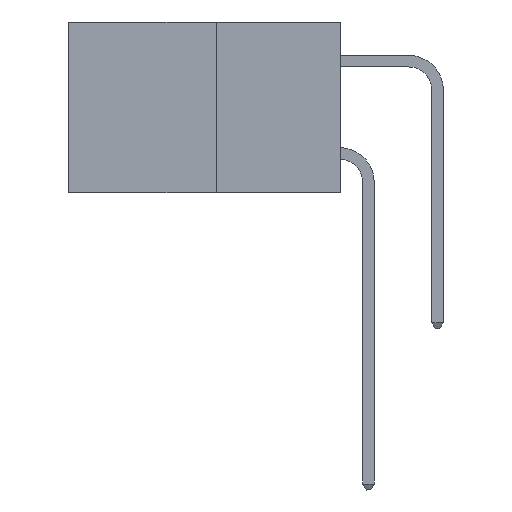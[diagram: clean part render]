
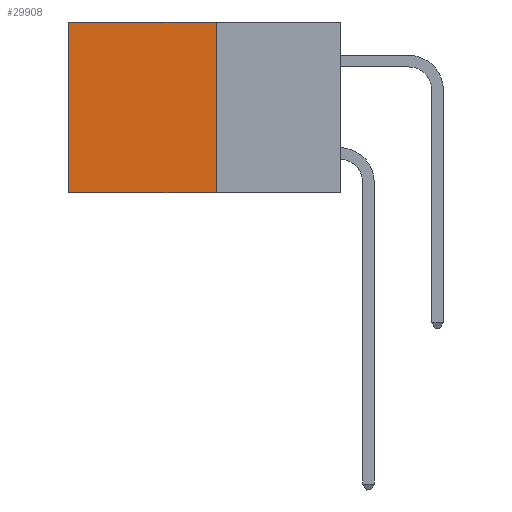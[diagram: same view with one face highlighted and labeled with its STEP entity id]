
A CAD part, left-side view. The second image highlights one B-rep face of the part: STEP entity #29908.
In plain terms, the highlighted planar face has unit normal (-1, 0, 0).
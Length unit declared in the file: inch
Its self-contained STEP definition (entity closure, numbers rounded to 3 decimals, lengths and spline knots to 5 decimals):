
#90 = VERTEX_POINT ( 'NONE', #27972 ) ;
#309 = LINE ( 'NONE', #31330, #6937 ) ;
#1952 = CARTESIAN_POINT ( 'NONE',  ( 0.277, 0.27, -0.37 ) ) ;
#3541 = EDGE_LOOP ( 'NONE', ( #26979, #15093, #5312, #25474 ) ) ;
#3790 = DIRECTION ( 'NONE',  ( 0., 1., 0. ) ) ;
#4780 = CARTESIAN_POINT ( 'NONE',  ( 0.277, 0.27, -0.37 ) ) ;
#4822 = AXIS2_PLACEMENT_3D ( 'NONE', #29548, #15562, #35137 ) ;
#5312 = ORIENTED_EDGE ( 'NONE', *, *, #23629, .F. ) ;
#5981 = DIRECTION ( 'NONE',  ( 0., 0., -1. ) ) ;
#6937 = VECTOR ( 'NONE', #5981, 39.37008 ) ;
#9237 = VERTEX_POINT ( 'NONE', #16362 ) ;
#9688 = DIRECTION ( 'NONE',  ( 0., 0., -1. ) ) ;
#9862 = VECTOR ( 'NONE', #9688, 39.37008 ) ;
#9885 = PLANE ( 'NONE',  #4822 ) ;
#12271 = CARTESIAN_POINT ( 'NONE',  ( 0.277, 0.27, 0. ) ) ;
#12396 = VECTOR ( 'NONE', #21746, 39.37008 ) ;
#12755 = VECTOR ( 'NONE', #3790, 39.37008 ) ;
#13277 = LINE ( 'NONE', #4780, #12396 ) ;
#13628 = LINE ( 'NONE', #12271, #12755 ) ;
#14239 = CARTESIAN_POINT ( 'NONE',  ( 0.277, 0.59, 0. ) ) ;
#14968 = EDGE_CURVE ( 'NONE', #33325, #9237, #13277, .T. ) ;
#15093 = ORIENTED_EDGE ( 'NONE', *, *, #14968, .F. ) ;
#15562 = DIRECTION ( 'NONE',  ( 1., 0., 0. ) ) ;
#16362 = CARTESIAN_POINT ( 'NONE',  ( 0.277, 0.59, -0.37 ) ) ;
#16757 = EDGE_CURVE ( 'NONE', #90, #35550, #13628, .T. ) ;
#18091 = CARTESIAN_POINT ( 'NONE',  ( 0.277, 0.59, -0.37 ) ) ;
#21746 = DIRECTION ( 'NONE',  ( 0., 1., 0. ) ) ;
#23629 = EDGE_CURVE ( 'NONE', #90, #33325, #309, .T. ) ;
#25474 = ORIENTED_EDGE ( 'NONE', *, *, #16757, .T. ) ;
#25712 = LINE ( 'NONE', #18091, #9862 ) ;
#26425 = EDGE_CURVE ( 'NONE', #35550, #9237, #25712, .T. ) ;
#26979 = ORIENTED_EDGE ( 'NONE', *, *, #26425, .T. ) ;
#27972 = CARTESIAN_POINT ( 'NONE',  ( 0.277, 0.27, 0. ) ) ;
#29548 = CARTESIAN_POINT ( 'NONE',  ( 0.277, 0.27, -0.37 ) ) ;
#29908 = ADVANCED_FACE ( 'NONE', ( #29951 ), #9885, .F. ) ;
#29951 = FACE_OUTER_BOUND ( 'NONE', #3541, .T. ) ;
#31330 = CARTESIAN_POINT ( 'NONE',  ( 0.277, 0.27, -0.37 ) ) ;
#33325 = VERTEX_POINT ( 'NONE', #1952 ) ;
#35137 = DIRECTION ( 'NONE',  ( 0., 0., -1. ) ) ;
#35550 = VERTEX_POINT ( 'NONE', #14239 ) ;
